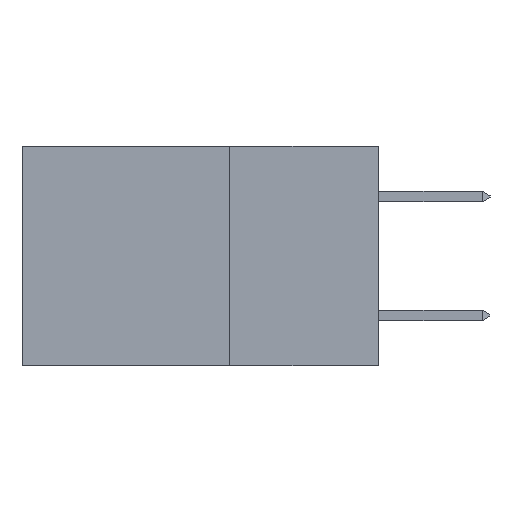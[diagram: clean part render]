
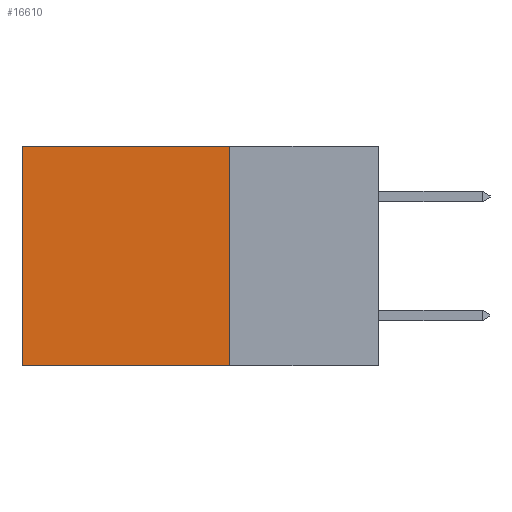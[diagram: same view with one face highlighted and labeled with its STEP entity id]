
A CAD part, left-side view. The second image highlights one B-rep face of the part: STEP entity #16610.
In plain terms, the highlighted planar face has unit normal (-1, 0, 0).
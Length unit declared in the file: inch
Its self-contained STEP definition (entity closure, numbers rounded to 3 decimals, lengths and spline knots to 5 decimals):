
#982 = VERTEX_POINT ( 'NONE', #7394 ) ;
#2270 = CARTESIAN_POINT ( 'NONE',  ( 0.298, 0.25, 0. ) ) ;
#2324 = DIRECTION ( 'NONE',  ( 1., 0., 0. ) ) ;
#2880 = VERTEX_POINT ( 'NONE', #2270 ) ;
#2903 = CARTESIAN_POINT ( 'NONE',  ( 0.298, 0.25, 0. ) ) ;
#3078 = FACE_OUTER_BOUND ( 'NONE', #15954, .T. ) ;
#4314 = CARTESIAN_POINT ( 'NONE',  ( 0.298, 0.25, -0.37 ) ) ;
#4590 = VERTEX_POINT ( 'NONE', #4314 ) ;
#5434 = CARTESIAN_POINT ( 'NONE',  ( 0.298, 0.6, 0. ) ) ;
#5644 = EDGE_CURVE ( 'NONE', #2880, #11934, #17434, .T. ) ;
#5724 = VECTOR ( 'NONE', #15336, 39.37008 ) ;
#6236 = VECTOR ( 'NONE', #6262, 39.37008 ) ;
#6262 = DIRECTION ( 'NONE',  ( 0., 0., -1. ) ) ;
#6423 = ORIENTED_EDGE ( 'NONE', *, *, #11669, .T. ) ;
#6562 = VECTOR ( 'NONE', #17793, 39.37008 ) ;
#6793 = CARTESIAN_POINT ( 'NONE',  ( 0.298, 0.25, -0.37 ) ) ;
#7394 = CARTESIAN_POINT ( 'NONE',  ( 0.298, 0.6, -0.37 ) ) ;
#8037 = ORIENTED_EDGE ( 'NONE', *, *, #5644, .T. ) ;
#9406 = EDGE_CURVE ( 'NONE', #2880, #4590, #14017, .T. ) ;
#9667 = DIRECTION ( 'NONE',  ( 0., 1., 0. ) ) ;
#10311 = LINE ( 'NONE', #6793, #16969 ) ;
#10713 = CARTESIAN_POINT ( 'NONE',  ( 0.298, 0.25, 0. ) ) ;
#11669 = EDGE_CURVE ( 'NONE', #11934, #982, #17023, .T. ) ;
#11934 = VERTEX_POINT ( 'NONE', #5434 ) ;
#12078 = DIRECTION ( 'NONE',  ( 0., 0., -1. ) ) ;
#12624 = ORIENTED_EDGE ( 'NONE', *, *, #17367, .F. ) ;
#13988 = CARTESIAN_POINT ( 'NONE',  ( 0.298, 0.6, 0. ) ) ;
#14017 = LINE ( 'NONE', #17161, #6236 ) ;
#14262 = ORIENTED_EDGE ( 'NONE', *, *, #9406, .F. ) ;
#15336 = DIRECTION ( 'NONE',  ( 0., 0., -1. ) ) ;
#15922 = AXIS2_PLACEMENT_3D ( 'NONE', #10713, #2324, #12078 ) ;
#15954 = EDGE_LOOP ( 'NONE', ( #6423, #12624, #14262, #8037 ) ) ;
#16610 = ADVANCED_FACE ( 'NONE', ( #3078 ), #17359, .F. ) ;
#16969 = VECTOR ( 'NONE', #9667, 39.37008 ) ;
#17023 = LINE ( 'NONE', #13988, #5724 ) ;
#17161 = CARTESIAN_POINT ( 'NONE',  ( 0.298, 0.25, 0. ) ) ;
#17359 = PLANE ( 'NONE',  #15922 ) ;
#17367 = EDGE_CURVE ( 'NONE', #4590, #982, #10311, .T. ) ;
#17434 = LINE ( 'NONE', #2903, #6562 ) ;
#17793 = DIRECTION ( 'NONE',  ( 0., 1., 0. ) ) ;
